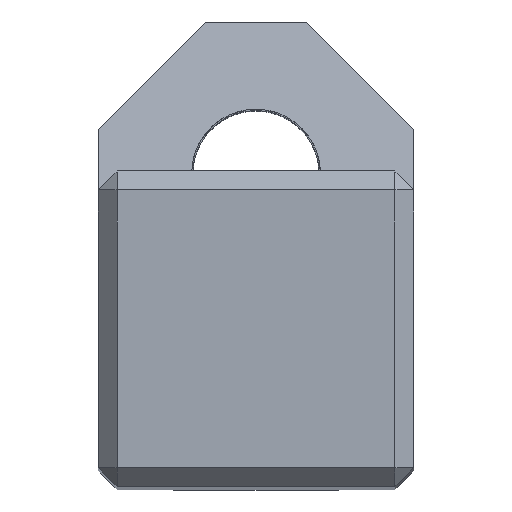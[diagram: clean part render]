
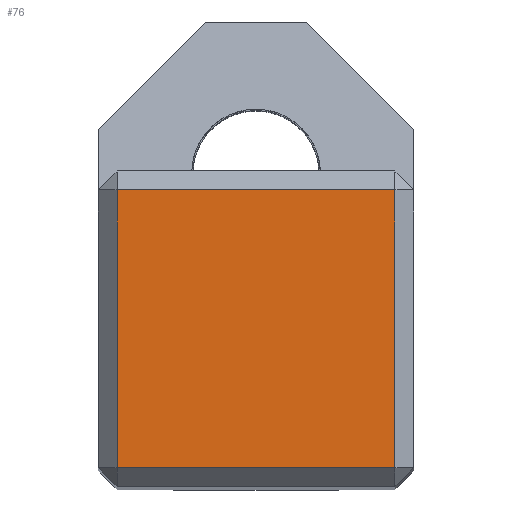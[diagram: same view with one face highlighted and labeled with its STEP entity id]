
A CAD part, top view. The second image highlights one B-rep face of the part: STEP entity #76.
In plain terms, the highlighted planar face has unit normal (0, 0, 1).
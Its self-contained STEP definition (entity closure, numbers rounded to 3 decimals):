
#43=PLANE('',#682);
#76=ADVANCED_FACE('',(#110),#43,.T.);
#110=FACE_OUTER_BOUND('',#142,.T.);
#142=EDGE_LOOP('',(#247,#248,#249,#250));
#247=ORIENTED_EDGE('',*,*,#452,.T.);
#248=ORIENTED_EDGE('',*,*,#453,.T.);
#249=ORIENTED_EDGE('',*,*,#454,.T.);
#250=ORIENTED_EDGE('',*,*,#455,.T.);
#386=VERTEX_POINT('',#990);
#387=VERTEX_POINT('',#991);
#388=VERTEX_POINT('',#993);
#389=VERTEX_POINT('',#995);
#452=EDGE_CURVE('',#386,#387,#528,.T.);
#453=EDGE_CURVE('',#387,#388,#529,.T.);
#454=EDGE_CURVE('',#388,#389,#530,.T.);
#455=EDGE_CURVE('',#389,#386,#531,.T.);
#528=LINE('',#989,#603);
#529=LINE('',#992,#604);
#530=LINE('',#994,#605);
#531=LINE('',#996,#606);
#603=VECTOR('',#796,1.);
#604=VECTOR('',#797,1.);
#605=VECTOR('',#798,1.);
#606=VECTOR('',#799,1.);
#682=AXIS2_PLACEMENT_3D('',#997,#800,#801);
#796=DIRECTION('',(1.,0.,0.));
#797=DIRECTION('',(0.,1.,0.));
#798=DIRECTION('',(-1.,0.,0.));
#799=DIRECTION('',(0.,-1.,0.));
#800=DIRECTION('',(0.,0.,1.));
#801=DIRECTION('',(0.,-1.,0.));
#989=CARTESIAN_POINT('',(25.,1.5,0.));
#990=CARTESIAN_POINT('',(1.5,1.5,0.));
#991=CARTESIAN_POINT('',(23.5,1.5,0.));
#992=CARTESIAN_POINT('',(23.5,0.,0.));
#993=CARTESIAN_POINT('',(23.5,23.5,0.));
#994=CARTESIAN_POINT('',(25.,23.5,0.));
#995=CARTESIAN_POINT('',(1.5,23.5,0.));
#996=CARTESIAN_POINT('',(1.5,0.,0.));
#997=CARTESIAN_POINT('',(25.,0.,0.));
